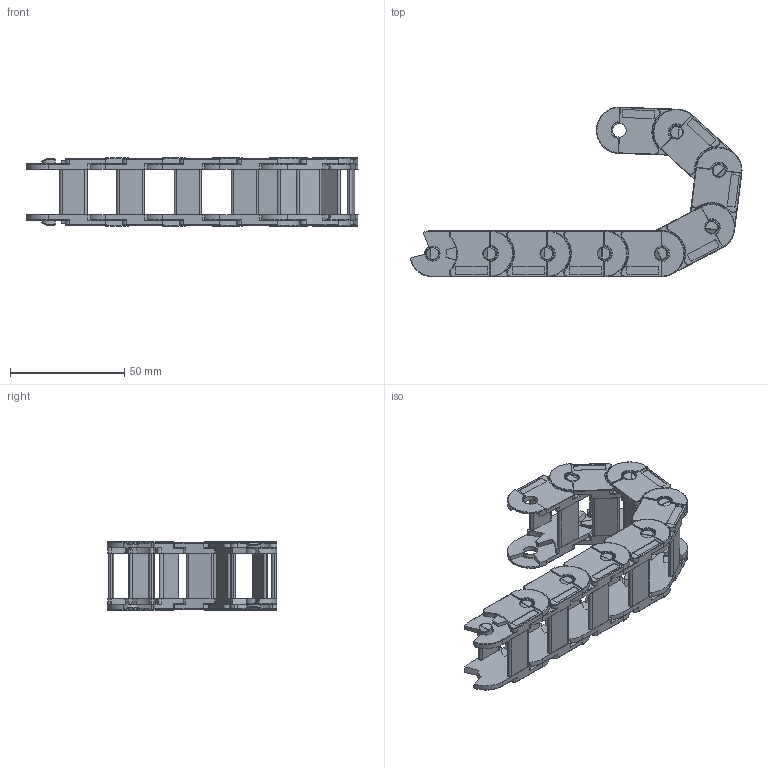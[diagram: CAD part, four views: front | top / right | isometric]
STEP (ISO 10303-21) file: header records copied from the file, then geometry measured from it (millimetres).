
FILE_DESCRIPTION (( 'STEP AP214' ), '1' );
FILE_NAME ('CK15-F020-R025.STEP', '2019-09-02T12:31:16', ( '' ), ( '' ), 'SwSTEP 2.0', 'SolidWorks 2017', '' );
FILE_SCHEMA (( 'AUTOMOTIVE_DESIGN' ));
Length unit declared in the file: millimetre
Products named in the file (2): CK15X15F; CK15-F020-R025
Assembly tree (8 placements, depth 2):
  CK15-F020-R025
    CK15X15F  x8
Bounding box: 145.31 x 74.2 x 30 mm (x, y, z)
Volume: 39712.9 mm3; surface area: 40267.2 mm2
Topology: 8 solids, 8 shells, 1472 faces, 3840 edges, 2416 vertices
Faces by surface type: cylinder 680, plane 464, torus 208, sphere 64, bspline 32, cone 24
Entity records: 5916 total; most frequent: CARTESIAN_POINT 1241, DIRECTION 1044, ORIENTED_EDGE 944, EDGE_CURVE 472, AXIS2_PLACEMENT_3D 421, VERTEX_POINT 298, CIRCLE 230, LINE 202
